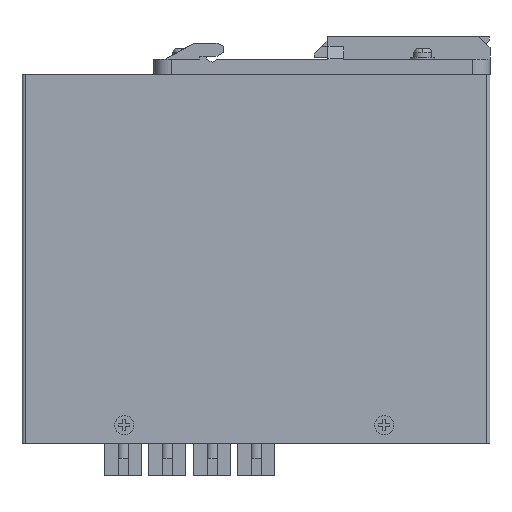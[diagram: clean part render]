
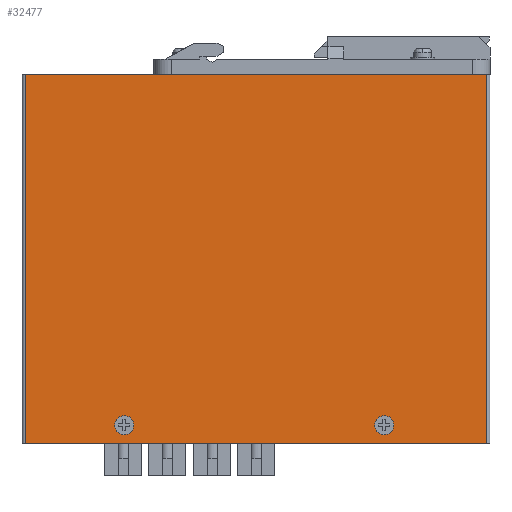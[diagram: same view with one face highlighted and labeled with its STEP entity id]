
A CAD part, left-side view. The second image highlights one B-rep face of the part: STEP entity #32477.
In plain terms, the highlighted planar face has unit normal (1, 0, 0).
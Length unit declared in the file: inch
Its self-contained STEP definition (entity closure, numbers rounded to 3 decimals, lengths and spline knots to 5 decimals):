
#878 = VERTEX_POINT ( 'NONE', #53284 ) ;
#1684 = PLANE ( 'NONE',  #38900 ) ;
#5399 = EDGE_LOOP ( 'NONE', ( #45966, #50432, #42898, #31413 ) ) ;
#6150 = VECTOR ( 'NONE', #8926, 39.37008 ) ;
#6940 = EDGE_LOOP ( 'NONE', ( #25594 ) ) ;
#7143 = ORIENTED_EDGE ( 'NONE', *, *, #15543, .T. ) ;
#8926 = DIRECTION ( 'NONE',  ( 0., -1., 0. ) ) ;
#12378 = CARTESIAN_POINT ( 'NONE',  ( 0., 2.65748, 0. ) ) ;
#12401 = VECTOR ( 'NONE', #43729, 39.37008 ) ;
#12666 = FACE_BOUND ( 'NONE', #6940, .T. ) ;
#15543 = EDGE_CURVE ( 'NONE', #54108, #54108, #50830, .T. ) ;
#15730 = CIRCLE ( 'NONE', #37663, 0.10827 ) ;
#16346 = VERTEX_POINT ( 'NONE', #55039 ) ;
#18184 = EDGE_LOOP ( 'NONE', ( #7143 ) ) ;
#21513 = CARTESIAN_POINT ( 'NONE',  ( 0., 5.27559, 0. ) ) ;
#23328 = CARTESIAN_POINT ( 'NONE',  ( 0., 0.03937, 4.19291 ) ) ;
#24166 = CARTESIAN_POINT ( 'NONE',  ( 0., 0.03937, 0. ) ) ;
#24808 = DIRECTION ( 'NONE',  ( -1., 0., 0. ) ) ;
#24876 = DIRECTION ( 'NONE',  ( -1., 0., 0. ) ) ;
#25594 = ORIENTED_EDGE ( 'NONE', *, *, #51626, .T. ) ;
#25943 = AXIS2_PLACEMENT_3D ( 'NONE', #51609, #24808, #56124 ) ;
#26006 = FACE_BOUND ( 'NONE', #18184, .T. ) ;
#26262 = EDGE_CURVE ( 'NONE', #57319, #31474, #52542, .T. ) ;
#27445 = EDGE_CURVE ( 'NONE', #16346, #31474, #41845, .T. ) ;
#28674 = DIRECTION ( 'NONE',  ( 0., 1., 0. ) ) ;
#28743 = VECTOR ( 'NONE', #40345, 39.37008 ) ;
#29050 = CARTESIAN_POINT ( 'NONE',  ( 0., 5.27559, 2.09646 ) ) ;
#31413 = ORIENTED_EDGE ( 'NONE', *, *, #27445, .T. ) ;
#31474 = VERTEX_POINT ( 'NONE', #23328 ) ;
#32477 = ADVANCED_FACE ( 'NONE', ( #12666, #26006, #48408 ), #1684, .T. ) ;
#33525 = DIRECTION ( 'NONE',  ( 0., 0., 1. ) ) ;
#35811 = CARTESIAN_POINT ( 'NONE',  ( 0., 0.03937, 2.09646 ) ) ;
#36373 = CARTESIAN_POINT ( 'NONE',  ( 0., 0.03937, 0. ) ) ;
#37552 = VECTOR ( 'NONE', #33525, 39.37008 ) ;
#37663 = AXIS2_PLACEMENT_3D ( 'NONE', #51687, #24876, #56199 ) ;
#38900 = AXIS2_PLACEMENT_3D ( 'NONE', #24166, #55495, #28674 ) ;
#38952 = LINE ( 'NONE', #29050, #37552 ) ;
#40345 = DIRECTION ( 'NONE',  ( 0., 0., 1. ) ) ;
#41845 = LINE ( 'NONE', #53541, #6150 ) ;
#42718 = VERTEX_POINT ( 'NONE', #21513 ) ;
#42898 = ORIENTED_EDGE ( 'NONE', *, *, #45721, .T. ) ;
#43729 = DIRECTION ( 'NONE',  ( 0., -1., 0. ) ) ;
#45721 = EDGE_CURVE ( 'NONE', #42718, #16346, #38952, .T. ) ;
#45966 = ORIENTED_EDGE ( 'NONE', *, *, #26262, .F. ) ;
#46737 = LINE ( 'NONE', #12378, #12401 ) ;
#48408 = FACE_OUTER_BOUND ( 'NONE', #5399, .T. ) ;
#50390 = EDGE_CURVE ( 'NONE', #42718, #57319, #46737, .T. ) ;
#50432 = ORIENTED_EDGE ( 'NONE', *, *, #50390, .F. ) ;
#50830 = CIRCLE ( 'NONE', #25943, 0.10827 ) ;
#51609 = CARTESIAN_POINT ( 'NONE',  ( 0., 1.20076, 0.21132 ) ) ;
#51626 = EDGE_CURVE ( 'NONE', #878, #878, #15730, .T. ) ;
#51687 = CARTESIAN_POINT ( 'NONE',  ( 0., 4.15357, 0.21132 ) ) ;
#52542 = LINE ( 'NONE', #35811, #28743 ) ;
#53284 = CARTESIAN_POINT ( 'NONE',  ( 0., 4.15357, 0.10305 ) ) ;
#53541 = CARTESIAN_POINT ( 'NONE',  ( 0., 2.65748, 4.19291 ) ) ;
#54108 = VERTEX_POINT ( 'NONE', #57351 ) ;
#55039 = CARTESIAN_POINT ( 'NONE',  ( 0., 5.27559, 4.19291 ) ) ;
#55495 = DIRECTION ( 'NONE',  ( 1., 0., 0. ) ) ;
#56124 = DIRECTION ( 'NONE',  ( 0., 0., -1. ) ) ;
#56199 = DIRECTION ( 'NONE',  ( 0., 0., -1. ) ) ;
#57319 = VERTEX_POINT ( 'NONE', #36373 ) ;
#57351 = CARTESIAN_POINT ( 'NONE',  ( 0., 1.20076, 0.10305 ) ) ;
